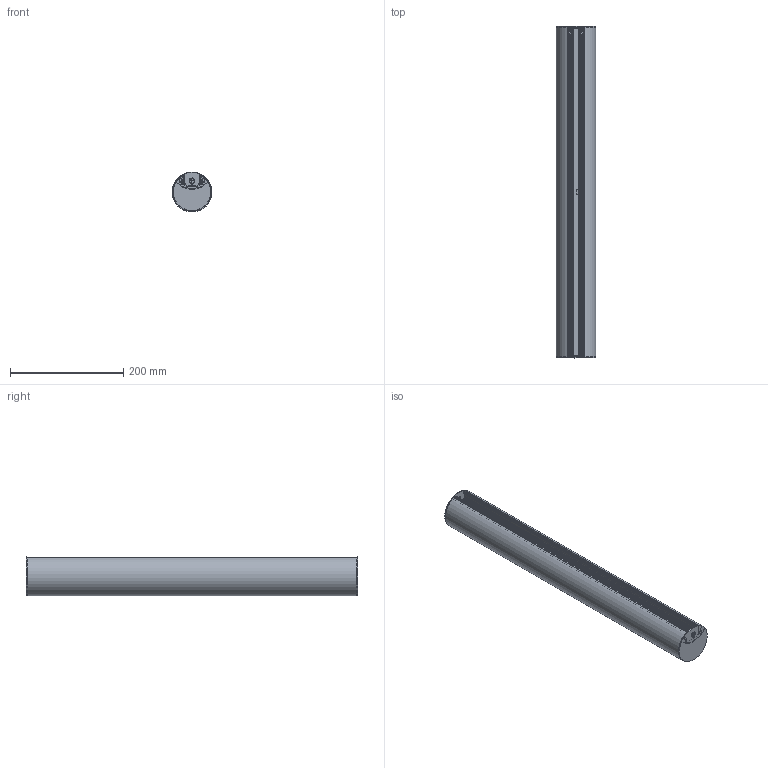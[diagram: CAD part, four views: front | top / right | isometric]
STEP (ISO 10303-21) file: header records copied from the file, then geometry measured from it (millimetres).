
FILE_DESCRIPTION(/* description */ ('This is a sample STEP configuration'),/* implementation_level */ '2;1');
FILE_NAME(/* name */ '720-00231xxxxxxx SIMPLE.ipt_Rev_01.stp',/* time_stamp */ '2023-08-01T15:33:15+02:00',/* author */ ('powerJobs'),/* organization */ ('coolOrange'),/* preprocessor_version */ 'ST-DEVELOPER v19.2',/* originating_system */ 'Autodesk Inventor 2023',/* authorisation */ '');
FILE_SCHEMA (('AUTOMOTIVE_DESIGN { 1 0 10303 214 3 1 1 }'));
Products named in the file (1): ENG000018232
Bounding box: 69.88 x 586 x 69.89 mm (x, y, z)
Volume: 318944.1 mm3; surface area: 373116.1 mm2
Topology: 6 solids, 6 shells, 1200 faces, 2934 edges, 1713 vertices
Faces by surface type: cylinder 402, bspline 304, plane 280, sphere 96, torus 82, cone 36
Entity records: 45654 total; most frequent: CARTESIAN_POINT 18790, ORIENTED_EDGE 5788, DIRECTION 5406, EDGE_CURVE 2894, AXIS2_PLACEMENT_3D 2143, VERTEX_POINT 1712, EDGE_LOOP 1216, FACE_OUTER_BOUND 1200
